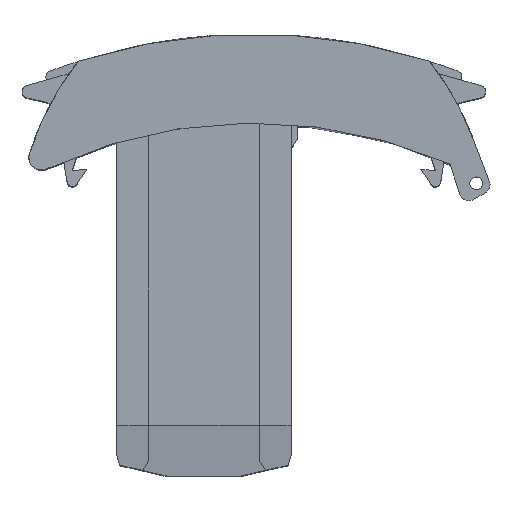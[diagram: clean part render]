
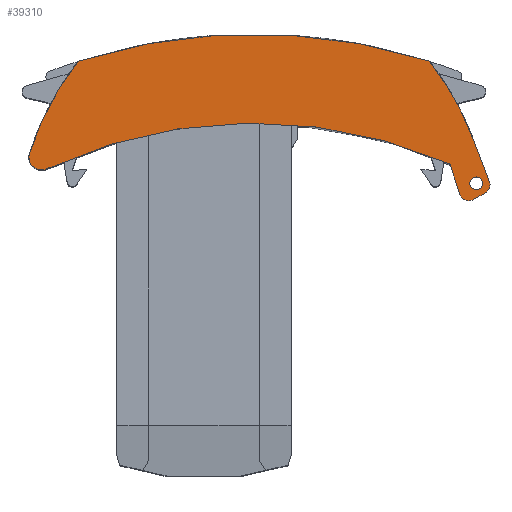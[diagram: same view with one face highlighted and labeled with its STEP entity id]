
A CAD part, top view. The second image highlights one B-rep face of the part: STEP entity #39310.
In plain terms, the highlighted face is planar.
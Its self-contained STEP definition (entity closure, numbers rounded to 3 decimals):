
#34670=CARTESIAN_POINT('',(-15.771,13.201,
-40.75));
#34680=VERTEX_POINT('',#34670);
#34710=CARTESIAN_POINT('',(28.124,-3.599,
-40.75));
#34720=DIRECTION('',(0.,0.,1.));
#34730=DIRECTION('',(-1.,0.,0.));
#34740=AXIS2_PLACEMENT_3D('',#34710,#34720,#34730);
#34750=CIRCLE('',#34740,47.);
#34760=CARTESIAN_POINT('',(-8.957,25.28,
-40.75));
#34770=VERTEX_POINT('',#34760);
#34780=EDGE_CURVE('',#34770,#34680,#34750,.T.);
#38020=CARTESIAN_POINT('',(-16.302,6.08,
-40.75));
#38030=DIRECTION('',(0.,0.,1.));
#38040=DIRECTION('',(1.,0.,0.));
#38050=AXIS2_PLACEMENT_3D('',#38020,#38030,#38040);
#38060=CIRCLE('',#38050,1.);
#38070=CARTESIAN_POINT('',(-16.802,5.214,
-40.75));
#38080=VERTEX_POINT('',#38070);
#38090=CARTESIAN_POINT('',(-15.302,6.08,
-40.75));
#38100=VERTEX_POINT('',#38090);
#38110=EDGE_CURVE('',#38080,#38100,#38060,.T.);
#38250=CARTESIAN_POINT('',(-17.302,6.08,
-40.75));
#38260=VERTEX_POINT('',#38250);
#38290=EDGE_CURVE('',#38260,#38080,#38060,.T.);
#38410=CARTESIAN_POINT('',(-9.931,19.055,
-40.75));
#38420=DIRECTION('',(0.,0.,1.));
#38430=DIRECTION('',(1.,0.,0.));
#38440=AXIS2_PLACEMENT_3D('',#38410,#38420,#38430);
#38450=PLANE('',#38440);
#38460=CARTESIAN_POINT('',(-16.965,5.885,
-40.75));
#38470=DIRECTION('',(0.,0.,1.));
#38480=DIRECTION('',(-1.,0.,0.));
#38490=AXIS2_PLACEMENT_3D('',#38460,#38470,#38480);
#38500=CIRCLE('',#38490,1.5);
#38510=CARTESIAN_POINT('',(-18.366,6.421,
-40.75));
#38520=VERTEX_POINT('',#38510);
#38530=CARTESIAN_POINT('',(-17.715,4.586,
-40.75));
#38540=VERTEX_POINT('',#38530);
#38550=EDGE_CURVE('',#38520,#38540,#38500,.T.);
#38560=ORIENTED_EDGE('',*,*,#38550,.F.);
#38570=CARTESIAN_POINT('',(18.634,-16.4,
-40.75));
#38580=DIRECTION('',(0.866,-0.5,
0.));
#38590=VECTOR('',#38580,1.);
#38600=LINE('',#38570,#38590);
#38610=CARTESIAN_POINT('',(-15.884,3.529,
-40.75));
#38620=VERTEX_POINT('',#38610);
#38630=EDGE_CURVE('',#38540,#38620,#38600,.T.);
#38640=ORIENTED_EDGE('',*,*,#38630,.F.);
#38650=CARTESIAN_POINT('',(-15.134,4.828,
-40.75));
#38660=DIRECTION('',(0.,0.,1.));
#38670=DIRECTION('',(-1.,0.,0.));
#38680=AXIS2_PLACEMENT_3D('',#38650,#38660,#38670);
#38690=CIRCLE('',#38680,1.5);
#38700=CARTESIAN_POINT('',(-13.708,4.361,
-40.75));
#38710=VERTEX_POINT('',#38700);
#38720=EDGE_CURVE('',#38620,#38710,#38690,.T.);
#38730=ORIENTED_EDGE('',*,*,#38720,.F.);
#38740=CARTESIAN_POINT('',(-9.275,17.903,
-40.75));
#38750=DIRECTION('',(0.311,0.95,
0.));
#38760=VECTOR('',#38750,1.);
#38770=LINE('',#38740,#38760);
#38780=CARTESIAN_POINT('',(-12.139,9.155,
-40.75));
#38790=VERTEX_POINT('',#38780);
#38800=EDGE_CURVE('',#38710,#38790,#38770,.T.);
#38810=ORIENTED_EDGE('',*,*,#38800,.F.);
#38820=CARTESIAN_POINT('',(18.634,-61.647,
-40.75));
#38830=DIRECTION('',(0.,0.,-1.));
#38840=DIRECTION('',(1.,0.,0.));
#38850=AXIS2_PLACEMENT_3D('',#38820,#38830,#38840);
#38860=CIRCLE('',#38850,77.2);
#38870=CARTESIAN_POINT('',(51.137,8.378,
-40.75));
#38880=VERTEX_POINT('',#38870);
#38890=EDGE_CURVE('',#38790,#38880,#38860,.T.);
#38900=ORIENTED_EDGE('',*,*,#38890,.F.);
#38910=CARTESIAN_POINT('',(51.979,10.192,
-40.75));
#38920=DIRECTION('',(0.,0.,-1.));
#38930=DIRECTION('',(1.,0.,0.));
#38940=AXIS2_PLACEMENT_3D('',#38910,#38920,#38930);
#38950=CIRCLE('',#38940,2.);
#38960=CARTESIAN_POINT('',(53.883,10.805,
-40.75));
#38970=VERTEX_POINT('',#38960);
#38980=EDGE_CURVE('',#38970,#38880,#38950,.T.);
#38990=ORIENTED_EDGE('',*,*,#38980,.T.);
#39000=CARTESIAN_POINT('',(9.144,-3.599,
-40.75));
#39010=DIRECTION('',(0.,0.,-1.));
#39020=DIRECTION('',(1.,0.,0.));
#39030=AXIS2_PLACEMENT_3D('',#39000,#39010,#39020);
#39040=CIRCLE('',#39030,47.);
#39050=CARTESIAN_POINT('',(46.226,25.28,
-40.75));
#39060=VERTEX_POINT('',#39050);
#39070=EDGE_CURVE('',#39060,#38970,#39040,.T.);
#39080=ORIENTED_EDGE('',*,*,#39070,.T.);
#39090=CARTESIAN_POINT('',(18.634,-61.647,
-40.75));
#39100=DIRECTION('',(0.,0.,1.));
#39110=DIRECTION('',(-1.,0.,0.));
#39120=AXIS2_PLACEMENT_3D('',#39090,#39100,#39110);
#39130=CIRCLE('',#39120,91.2);
#39140=EDGE_CURVE('',#39060,#34770,#39130,.T.);
#39150=ORIENTED_EDGE('',*,*,#39140,.F.);
#39160=ORIENTED_EDGE('',*,*,#34780,.F.);
#39170=CARTESIAN_POINT('',(-13.971,17.903,
-40.75));
#39180=DIRECTION('',(-0.357,-0.934,
0.));
#39190=VECTOR('',#39180,1.);
#39200=LINE('',#39170,#39190);
#39210=EDGE_CURVE('',#34680,#38520,#39200,.T.);
#39220=ORIENTED_EDGE('',*,*,#39210,.F.);
#39230=EDGE_LOOP('',(#39220,#39160,#39150,#39080,#38990,#38900,#38810,
#38730,#38640,#38560));
#39240=FACE_OUTER_BOUND('',#39230,.T.);
#39250=EDGE_CURVE('',#38100,#38260,#38060,.T.);
#39260=ORIENTED_EDGE('',*,*,#39250,.T.);
#39270=ORIENTED_EDGE('',*,*,#38110,.T.);
#39280=ORIENTED_EDGE('',*,*,#38290,.T.);
#39290=EDGE_LOOP('',(#39280,#39270,#39260));
#39300=FACE_BOUND('',#39290,.T.);
#39310=ADVANCED_FACE('',(#39240,#39300),#38450,.F.);
